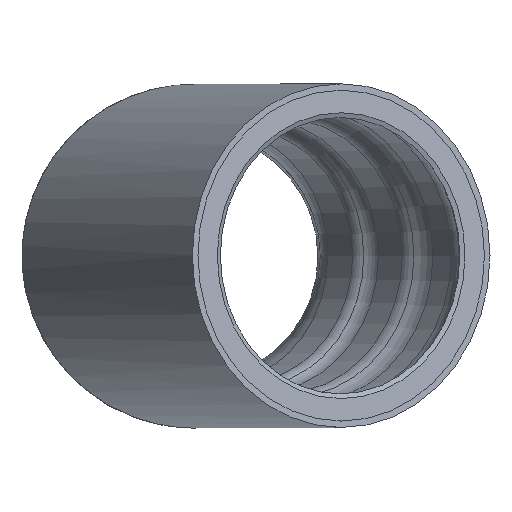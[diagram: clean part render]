
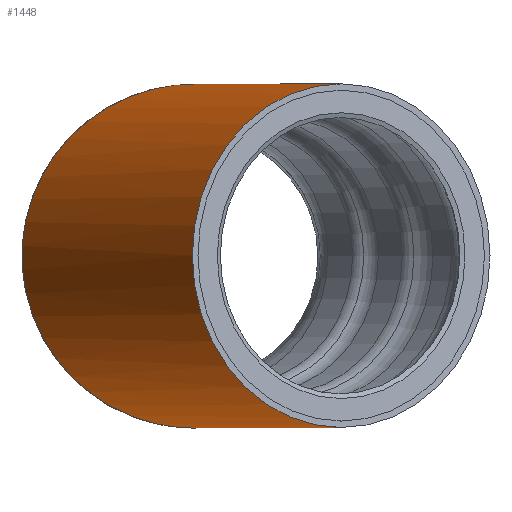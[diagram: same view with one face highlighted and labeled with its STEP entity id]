
A CAD part, top view. The second image highlights one B-rep face of the part: STEP entity #1448.
In plain terms, the highlighted cylindrical face has radius 665 mm (diameter 1330 mm), a full revolution.
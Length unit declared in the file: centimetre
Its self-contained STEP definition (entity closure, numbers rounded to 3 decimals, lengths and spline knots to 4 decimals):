
#105=CIRCLE('',#1685,66.5);
#259=CYLINDRICAL_SURFACE('',#1684,66.5);
#319=FACE_OUTER_BOUND('',#422,.T.);
#422=EDGE_LOOP('',(#952,#953,#954,#955));
#538=ELLIPSE('',#1682,68.8459,66.5);
#546=VERTEX_POINT('',#2537);
#548=VERTEX_POINT('',#2542);
#703=EDGE_CURVE('',#546,#546,#538,.T.);
#705=EDGE_CURVE('',#546,#548,#1567,.T.);
#706=EDGE_CURVE('',#548,#548,#105,.T.);
#952=ORIENTED_EDGE('',*,*,#703,.F.);
#953=ORIENTED_EDGE('',*,*,#705,.T.);
#954=ORIENTED_EDGE('',*,*,#706,.F.);
#955=ORIENTED_EDGE('',*,*,#705,.F.);
#1448=ADVANCED_FACE('',(#319),#259,.T.);
#1567=LINE('',#2543,#1621);
#1621=VECTOR('',#1966,66.5);
#1682=AXIS2_PLACEMENT_3D('',#2538,#1960,#1961);
#1684=AXIS2_PLACEMENT_3D('',#2541,#1964,#1965);
#1685=AXIS2_PLACEMENT_3D('',#2544,#1967,#1968);
#1960=DIRECTION('center_axis',(-0.259,0.,
-0.966));
#1961=DIRECTION('ref_axis',(-0.966,0.,0.259));
#1964=DIRECTION('center_axis',(0.5,0.,
0.866));
#1965=DIRECTION('ref_axis',(-0.866,0.,0.5));
#1966=DIRECTION('',(0.5,0.,0.866));
#1967=DIRECTION('center_axis',(0.5,0.,0.866));
#1968=DIRECTION('ref_axis',(-0.866,0.,0.5));
#2537=CARTESIAN_POINT('',(66.5,0.,96.1814));
#2538=CARTESIAN_POINT('Origin',(0.,0.,
114.));
#2541=CARTESIAN_POINT('Origin',(91.75,0.,272.9157));
#2542=CARTESIAN_POINT('',(114.5907,0.,179.4769));
#2543=CARTESIAN_POINT('',(149.3407,0.,239.6657));
#2544=CARTESIAN_POINT('Origin',(57.,0.,212.7269));
